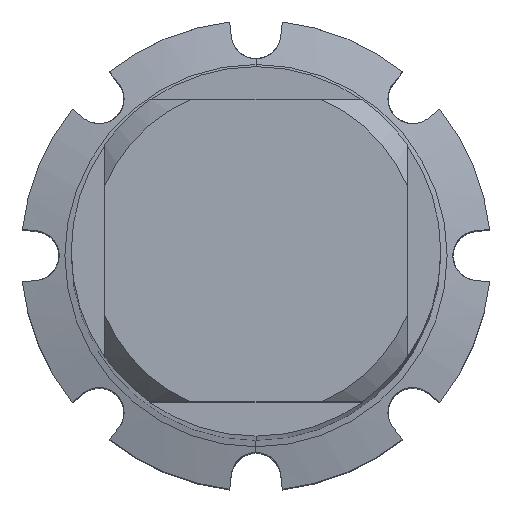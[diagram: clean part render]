
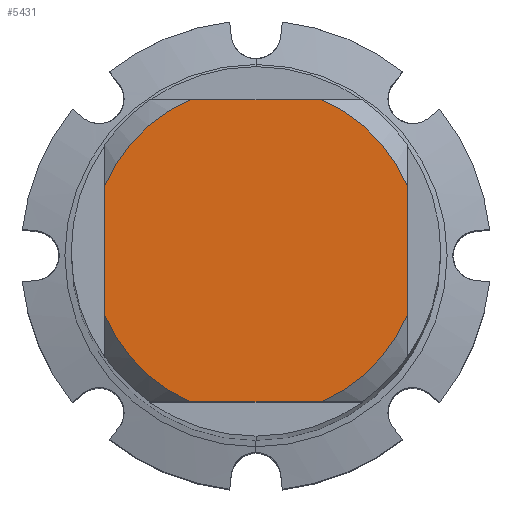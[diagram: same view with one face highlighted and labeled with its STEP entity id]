
A CAD part, top view. The second image highlights one B-rep face of the part: STEP entity #5431.
In plain terms, the highlighted planar face has unit normal (0, 0, 1).
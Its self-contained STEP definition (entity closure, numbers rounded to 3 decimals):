
#5047=EDGE_CURVE('',#11527,#5171,#13146,.T.);
#5171=VERTEX_POINT('',#13284);
#5431=ADVANCED_FACE('',(#13570),#13571,.T.);
#5715=EDGE_CURVE('',#11317,#6077,#13880,.T.);
#6077=VERTEX_POINT('',#14269);
#6709=EDGE_CURVE('',#10671,#6077,#14956,.T.);
#6799=EDGE_CURVE('',#10201,#11191,#15055,.T.);
#7251=EDGE_CURVE('',#10671,#5171,#15544,.T.);
#9291=VERTEX_POINT('',#17750);
#9783=EDGE_CURVE('',#11527,#11191,#18288,.T.);
#10201=VERTEX_POINT('',#18750);
#10311=EDGE_CURVE('',#10201,#9291,#18870,.T.);
#10671=VERTEX_POINT('',#19259);
#11191=VERTEX_POINT('',#19827);
#11317=VERTEX_POINT('',#19962);
#11527=VERTEX_POINT('',#20190);
#11753=EDGE_CURVE('',#11317,#9291,#20431,.T.);
#13146=CIRCLE('',#22796,4.9);
#13284=CARTESIAN_POINT('',(4.5,1.939,0.0));
#13570=FACE_OUTER_BOUND('',#23476,.T.);
#13571=PLANE('',#23477);
#13880=LINE('',#24006,#24007);
#14269=CARTESIAN_POINT('',(1.939,-4.5,0.0));
#14956=CIRCLE('',#25876,4.9);
#15055=CIRCLE('',#26051,4.9);
#15544=LINE('',#26839,#26840);
#17750=CARTESIAN_POINT('',(-4.5,-1.939,0.0));
#18288=LINE('',#31558,#31559);
#18750=CARTESIAN_POINT('',(-4.5,1.939,0.0));
#18870=LINE('',#32518,#32519);
#19259=CARTESIAN_POINT('',(4.5,-1.939,0.0));
#19827=CARTESIAN_POINT('',(-1.939,4.5,0.0));
#19962=CARTESIAN_POINT('',(-1.939,-4.5,0.0));
#20190=CARTESIAN_POINT('',(1.939,4.5,0.0));
#20431=CIRCLE('',#35152,4.9);
#22796=AXIS2_PLACEMENT_3D('',#36704,#36705,#36706);
#23476=EDGE_LOOP('',(#37189,#37190,#37191,#37192,#37193,#37194,#37195,#37196));
#23477=AXIS2_PLACEMENT_3D('',#37197,#37198,#37199);
#24006=CARTESIAN_POINT('',(0.0,-4.5,0.0));
#24007=VECTOR('',#37490,1.0);
#25876=AXIS2_PLACEMENT_3D('',#38545,#38546,#38547);
#26051=AXIS2_PLACEMENT_3D('',#38742,#38743,#38744);
#26839=CARTESIAN_POINT('',(4.5,1.225,0.0));
#26840=VECTOR('',#39398,1.0);
#31558=CARTESIAN_POINT('',(0.0,4.5,0.0));
#31559=VECTOR('',#42325,1.0);
#32518=CARTESIAN_POINT('',(-4.5,1.225,0.0));
#32519=VECTOR('',#43038,1.0);
#35152=AXIS2_PLACEMENT_3D('',#44605,#44606,#44607);
#36704=CARTESIAN_POINT('',(0.0,0.0,0.0));
#36705=DIRECTION('',(0.0,0.0,-1.0));
#36706=DIRECTION('',(0.0,1.0,0.0));
#37189=ORIENTED_EDGE('',*,*,#10311,.T.);
#37190=ORIENTED_EDGE('',*,*,#11753,.F.);
#37191=ORIENTED_EDGE('',*,*,#5715,.T.);
#37192=ORIENTED_EDGE('',*,*,#6709,.F.);
#37193=ORIENTED_EDGE('',*,*,#7251,.T.);
#37194=ORIENTED_EDGE('',*,*,#5047,.F.);
#37195=ORIENTED_EDGE('',*,*,#9783,.T.);
#37196=ORIENTED_EDGE('',*,*,#6799,.F.);
#37197=CARTESIAN_POINT('',(0.0,2.45,0.0));
#37198=DIRECTION('',(-0.0,0.0,1.0));
#37199=DIRECTION('',(0.0,-1.0,0.0));
#37490=DIRECTION('',(1.0,0.0,0.0));
#38545=CARTESIAN_POINT('',(0.0,0.0,0.0));
#38546=DIRECTION('',(0.0,0.0,-1.0));
#38547=DIRECTION('',(0.0,1.0,0.0));
#38742=CARTESIAN_POINT('',(0.0,0.0,0.0));
#38743=DIRECTION('',(0.0,0.0,-1.0));
#38744=DIRECTION('',(0.0,1.0,0.0));
#39398=DIRECTION('',(-0.0,1.0,0.0));
#42325=DIRECTION('',(-1.0,0.0,0.0));
#43038=DIRECTION('',(-0.0,-1.0,0.0));
#44605=CARTESIAN_POINT('',(0.0,0.0,0.0));
#44606=DIRECTION('',(0.0,0.0,-1.0));
#44607=DIRECTION('',(0.0,1.0,0.0));
